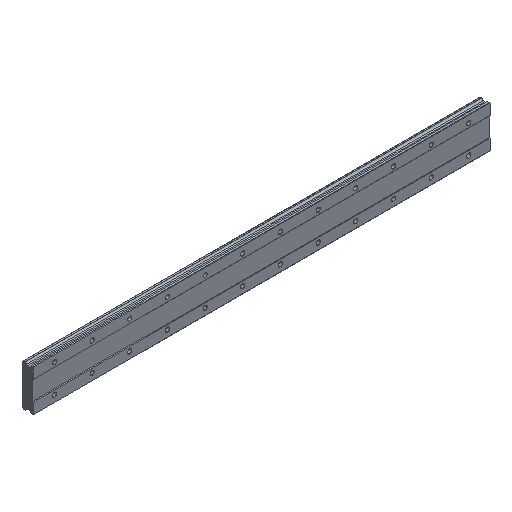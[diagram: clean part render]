
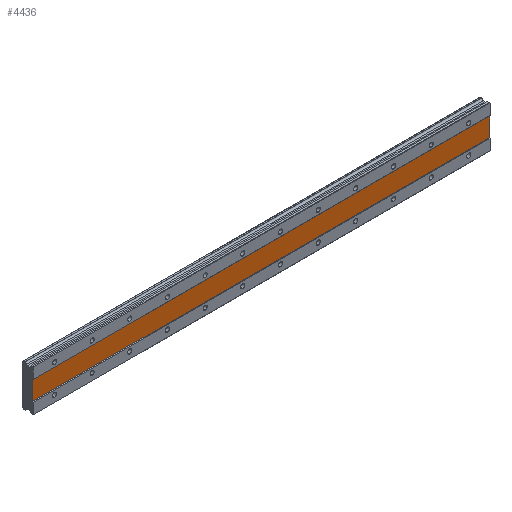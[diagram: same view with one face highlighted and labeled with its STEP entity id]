
A CAD part, isometric view. The second image highlights one B-rep face of the part: STEP entity #4436.
In plain terms, the highlighted planar face has unit normal (0, -1, 0).
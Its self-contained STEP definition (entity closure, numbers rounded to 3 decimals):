
#11 = VERTEX_POINT ( 'NONE', #2923 ) ;
#333 = DIRECTION ( 'NONE',  ( -1., 0., 0. ) ) ;
#369 = LINE ( 'NONE', #2730, #2937 ) ;
#414 = FACE_OUTER_BOUND ( 'NONE', #4236, .T. ) ;
#551 = ORIENTED_EDGE ( 'NONE', *, *, #3097, .F. ) ;
#723 = DIRECTION ( 'NONE',  ( 0., 0., 1. ) ) ;
#809 = VERTEX_POINT ( 'NONE', #1093 ) ;
#1093 = CARTESIAN_POINT ( 'NONE',  ( -45., 1., -20. ) ) ;
#1325 = DIRECTION ( 'NONE',  ( 1., 0., 0. ) ) ;
#1448 = EDGE_CURVE ( 'NONE', #809, #11, #3720, .T. ) ;
#1534 = ORIENTED_EDGE ( 'NONE', *, *, #2947, .F. ) ;
#1626 = CARTESIAN_POINT ( 'NONE',  ( 925., 1., 20. ) ) ;
#2035 = LINE ( 'NONE', #1626, #4823 ) ;
#2104 = CARTESIAN_POINT ( 'NONE',  ( 925., 1., -20. ) ) ;
#2176 = ORIENTED_EDGE ( 'NONE', *, *, #3188, .F. ) ;
#2624 = CARTESIAN_POINT ( 'NONE',  ( 925., 1., 20. ) ) ;
#2701 = DIRECTION ( 'NONE',  ( 0., 1., 0. ) ) ;
#2730 = CARTESIAN_POINT ( 'NONE',  ( 925., 1., 20. ) ) ;
#2923 = CARTESIAN_POINT ( 'NONE',  ( -45., 1., 20. ) ) ;
#2937 = VECTOR ( 'NONE', #4172, 1000. ) ;
#2947 = EDGE_CURVE ( 'NONE', #4502, #3420, #369, .T. ) ;
#3084 = CARTESIAN_POINT ( 'NONE',  ( 925., 1., 20. ) ) ;
#3097 = EDGE_CURVE ( 'NONE', #11, #4502, #2035, .T. ) ;
#3152 = CARTESIAN_POINT ( 'NONE',  ( 925., 1., -20. ) ) ;
#3188 = EDGE_CURVE ( 'NONE', #3420, #809, #3695, .T. ) ;
#3420 = VERTEX_POINT ( 'NONE', #3152 ) ;
#3580 = AXIS2_PLACEMENT_3D ( 'NONE', #3084, #2701, #4197 ) ;
#3695 = LINE ( 'NONE', #2104, #4441 ) ;
#3720 = LINE ( 'NONE', #4546, #4803 ) ;
#4006 = ORIENTED_EDGE ( 'NONE', *, *, #1448, .F. ) ;
#4172 = DIRECTION ( 'NONE',  ( 0., 0., -1. ) ) ;
#4197 = DIRECTION ( 'NONE',  ( 0., 0., 1. ) ) ;
#4236 = EDGE_LOOP ( 'NONE', ( #2176, #1534, #551, #4006 ) ) ;
#4436 = ADVANCED_FACE ( 'NONE', ( #414 ), #4570, .F. ) ;
#4441 = VECTOR ( 'NONE', #333, 1000. ) ;
#4502 = VERTEX_POINT ( 'NONE', #2624 ) ;
#4546 = CARTESIAN_POINT ( 'NONE',  ( -45., 1., 20. ) ) ;
#4570 = PLANE ( 'NONE',  #3580 ) ;
#4803 = VECTOR ( 'NONE', #723, 1000. ) ;
#4823 = VECTOR ( 'NONE', #1325, 1000. ) ;
